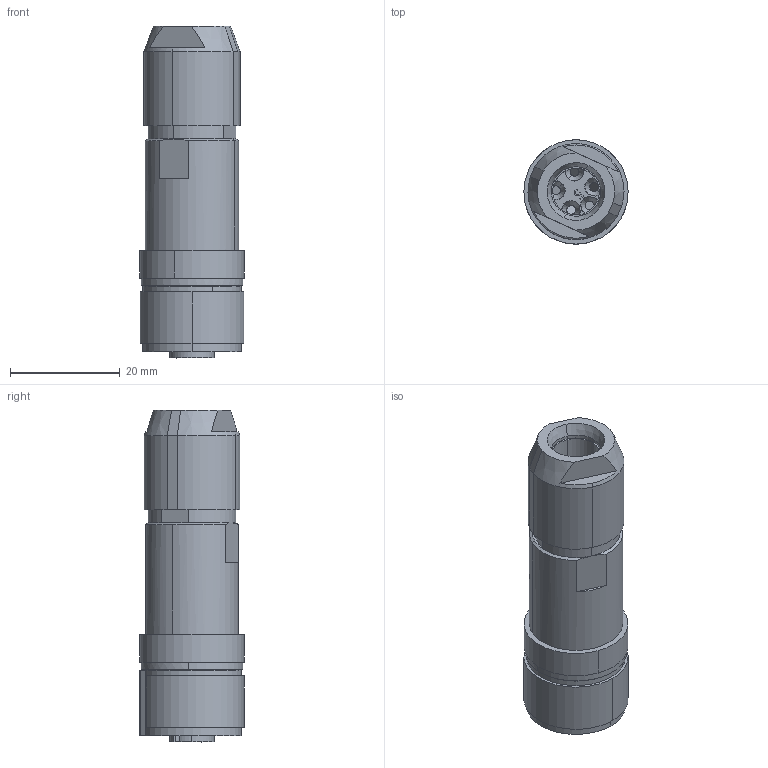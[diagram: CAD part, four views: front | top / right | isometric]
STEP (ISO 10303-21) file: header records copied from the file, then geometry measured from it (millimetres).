
FILE_DESCRIPTION(('HOOPS Exchange Step'),'2;1');
FILE_NAME('export-2E6D4C09-A82A-4BC7-834B-DE9A242B436C.stp','2021-02-01T20:55:01+01:00',('Engineering'),('Alibre'),'HOOPS Exchange 2020.1','Alibre','Unknown authorisation');
FILE_SCHEMA( ('AP242_MANAGED_MODEL_BASED_3D_ENGINEERING_MIM_LF {1 0 10303 442 1 1 4 }') );
Length unit declared in the file: millimetre
Products named in the file (3): 5455-1 M12 4-pole Straight Female Shielded Connector (1424668); 5455-2 M12 4-pole Straight Female Shielded Connector (1424668); 5455 M12 4-pole Straight Female Shielded Connector (1424668)
Assembly tree (2 placements, depth 2):
  5455 M12 4-pole Straight Female Shielded Connector (1424668)
    5455-1 M12 4-pole Straight Female Shielded Connector (1424668)
    5455-2 M12 4-pole Straight Female Shielded Connector (1424668)
Bounding box: 19 x 19 x 60.5 mm (x, y, z)
Volume: 9580.4 mm3; surface area: 8516.4 mm2
Topology: 2 solids, 2 shells, 511 faces, 1404 edges, 932 vertices
Faces by surface type: plane 252, cylinder 169, cone 58, bspline 20, torus 12
Entity records: 17909 total; most frequent: CARTESIAN_POINT 4498, ORIENTED_EDGE 2812, DIRECTION 2700, EDGE_CURVE 1404, AXIS2_PLACEMENT_3D 975, VERTEX_POINT 932, VECTOR 750, LINE 750
